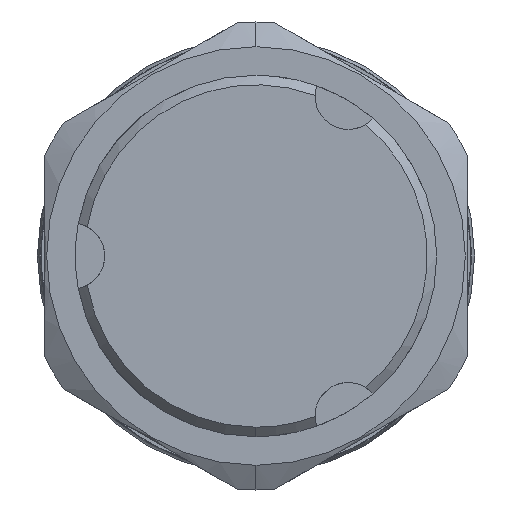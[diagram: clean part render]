
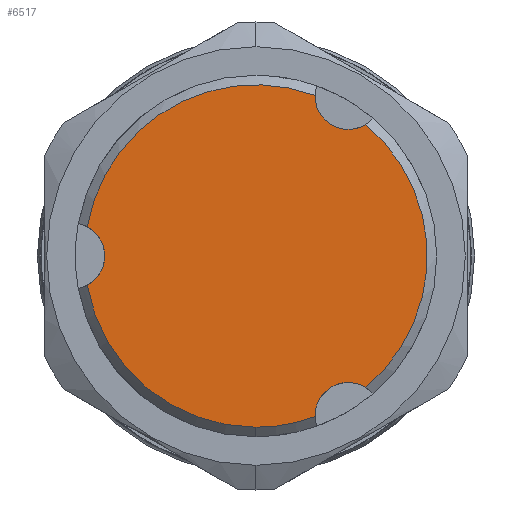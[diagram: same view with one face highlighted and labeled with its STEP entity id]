
A CAD part, left-side view. The second image highlights one B-rep face of the part: STEP entity #6517.
In plain terms, the highlighted planar face has unit normal (-1, 0, 0).
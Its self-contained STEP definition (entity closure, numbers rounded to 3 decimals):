
#67 = CARTESIAN_POINT ( 'NONE',  ( -37.35, 0., -9. ) ) ;
#88 = ORIENTED_EDGE ( 'NONE', *, *, #7323, .T. ) ;
#458 = DIRECTION ( 'NONE',  ( 0., 0.866, -0.5 ) ) ;
#496 = VERTEX_POINT ( 'NONE', #3039 ) ;
#875 = EDGE_CURVE ( 'NONE', #6977, #12101, #13920, .T. ) ;
#878 = AXIS2_PLACEMENT_3D ( 'NONE', #11735, #7241, #2974 ) ;
#1110 = DIRECTION ( 'NONE',  ( 1., 0., 0. ) ) ;
#1112 = DIRECTION ( 'NONE',  ( -1., 0., 0. ) ) ;
#1386 = ORIENTED_EDGE ( 'NONE', *, *, #13116, .T. ) ;
#1668 = CARTESIAN_POINT ( 'NONE',  ( -37.35, 0., 0. ) ) ;
#1791 = DIRECTION ( 'NONE',  ( -1., 0., 0. ) ) ;
#1944 = CIRCLE ( 'NONE', #9710, 9. ) ;
#2026 = DIRECTION ( 'NONE',  ( 0., 0., 1. ) ) ;
#2382 = VERTEX_POINT ( 'NONE', #5866 ) ;
#2438 = CIRCLE ( 'NONE', #9355, 9. ) ;
#2728 = DIRECTION ( 'NONE',  ( 0., 0., 1. ) ) ;
#2801 = FACE_OUTER_BOUND ( 'NONE', #9239, .T. ) ;
#2974 = DIRECTION ( 'NONE',  ( 0., 0., 1. ) ) ;
#3039 = CARTESIAN_POINT ( 'NONE',  ( -37.35, 8.867, 1.539 ) ) ;
#3672 = EDGE_CURVE ( 'NONE', #9559, #6977, #7888, .T. ) ;
#3856 = DIRECTION ( 'NONE',  ( -1., 0., 0. ) ) ;
#3884 = DIRECTION ( 'NONE',  ( 0., 0., 1. ) ) ;
#5232 = DIRECTION ( 'NONE',  ( -1., 0., 0. ) ) ;
#5307 = AXIS2_PLACEMENT_3D ( 'NONE', #7589, #1112, #11161 ) ;
#5372 = DIRECTION ( 'NONE',  ( 0., -0.866, -0.5 ) ) ;
#5382 = CARTESIAN_POINT ( 'NONE',  ( -37.35, -3.101, -8.449 ) ) ;
#5866 = CARTESIAN_POINT ( 'NONE',  ( -37.35, -5.767, 6.91 ) ) ;
#6294 = EDGE_CURVE ( 'NONE', #12916, #12939, #1944, .T. ) ;
#6351 = DIRECTION ( 'NONE',  ( -1., 0., 0. ) ) ;
#6441 = CARTESIAN_POINT ( 'NONE',  ( -37.35, 9.7, 0. ) ) ;
#6517 = ADVANCED_FACE ( 'NONE', ( #2801 ), #12686, .F. ) ;
#6584 = CIRCLE ( 'NONE', #9587, 9. ) ;
#6901 = CARTESIAN_POINT ( 'NONE',  ( -37.35, 0., 0. ) ) ;
#6975 = DIRECTION ( 'NONE',  ( -1., 0., 0. ) ) ;
#6977 = VERTEX_POINT ( 'NONE', #8286 ) ;
#6982 = EDGE_CURVE ( 'NONE', #9559, #2382, #11144, .T. ) ;
#7018 = CARTESIAN_POINT ( 'NONE',  ( -37.35, -4.85, -8.4 ) ) ;
#7105 = AXIS2_PLACEMENT_3D ( 'NONE', #13044, #5232, #5372 ) ;
#7241 = DIRECTION ( 'NONE',  ( -1., 0., 0. ) ) ;
#7323 = EDGE_CURVE ( 'NONE', #11254, #496, #2438, .T. ) ;
#7455 = CARTESIAN_POINT ( 'NONE',  ( -37.35, -5.767, -6.91 ) ) ;
#7589 = CARTESIAN_POINT ( 'NONE',  ( -37.35, -4.85, -8.4 ) ) ;
#7888 = CIRCLE ( 'NONE', #5307, 1.75 ) ;
#8286 = CARTESIAN_POINT ( 'NONE',  ( -37.35, -4.85, -6.65 ) ) ;
#8531 = EDGE_CURVE ( 'NONE', #12916, #496, #10922, .T. ) ;
#8821 = CIRCLE ( 'NONE', #7105, 1.75 ) ;
#9239 = EDGE_LOOP ( 'NONE', ( #11631, #11134, #88, #13285, #12427, #1386, #13370, #10208 ) ) ;
#9286 = DIRECTION ( 'NONE',  ( -1., 0., 0. ) ) ;
#9355 = AXIS2_PLACEMENT_3D ( 'NONE', #12457, #1791, #3884 ) ;
#9559 = VERTEX_POINT ( 'NONE', #7455 ) ;
#9587 = AXIS2_PLACEMENT_3D ( 'NONE', #1668, #3856, #12514 ) ;
#9710 = AXIS2_PLACEMENT_3D ( 'NONE', #6901, #9286, #2728 ) ;
#10208 = ORIENTED_EDGE ( 'NONE', *, *, #3672, .F. ) ;
#10922 = CIRCLE ( 'NONE', #11746, 1.75 ) ;
#11115 = EDGE_CURVE ( 'NONE', #11254, #2382, #8821, .T. ) ;
#11134 = ORIENTED_EDGE ( 'NONE', *, *, #11115, .F. ) ;
#11144 = CIRCLE ( 'NONE', #878, 9. ) ;
#11161 = DIRECTION ( 'NONE',  ( 0., 0.866, -0.5 ) ) ;
#11254 = VERTEX_POINT ( 'NONE', #13196 ) ;
#11631 = ORIENTED_EDGE ( 'NONE', *, *, #6982, .T. ) ;
#11735 = CARTESIAN_POINT ( 'NONE',  ( -37.35, 0., 0. ) ) ;
#11746 = AXIS2_PLACEMENT_3D ( 'NONE', #6441, #6351, #2026 ) ;
#12043 = CARTESIAN_POINT ( 'NONE',  ( -37.35, 8.867, -1.539 ) ) ;
#12101 = VERTEX_POINT ( 'NONE', #5382 ) ;
#12427 = ORIENTED_EDGE ( 'NONE', *, *, #6294, .T. ) ;
#12457 = CARTESIAN_POINT ( 'NONE',  ( -37.35, 0., 0. ) ) ;
#12514 = DIRECTION ( 'NONE',  ( 0., 0., 1. ) ) ;
#12686 = PLANE ( 'NONE',  #13645 ) ;
#12916 = VERTEX_POINT ( 'NONE', #12043 ) ;
#12939 = VERTEX_POINT ( 'NONE', #67 ) ;
#13038 = DIRECTION ( 'NONE',  ( 0., 0., -1. ) ) ;
#13044 = CARTESIAN_POINT ( 'NONE',  ( -37.35, -4.85, 8.4 ) ) ;
#13116 = EDGE_CURVE ( 'NONE', #12939, #12101, #6584, .T. ) ;
#13196 = CARTESIAN_POINT ( 'NONE',  ( -37.35, -3.101, 8.449 ) ) ;
#13285 = ORIENTED_EDGE ( 'NONE', *, *, #8531, .F. ) ;
#13358 = AXIS2_PLACEMENT_3D ( 'NONE', #7018, #6975, #458 ) ;
#13370 = ORIENTED_EDGE ( 'NONE', *, *, #875, .F. ) ;
#13645 = AXIS2_PLACEMENT_3D ( 'NONE', #14054, #1110, #13038 ) ;
#13920 = CIRCLE ( 'NONE', #13358, 1.75 ) ;
#14054 = CARTESIAN_POINT ( 'NONE',  ( -37.35, 0., 0. ) ) ;
